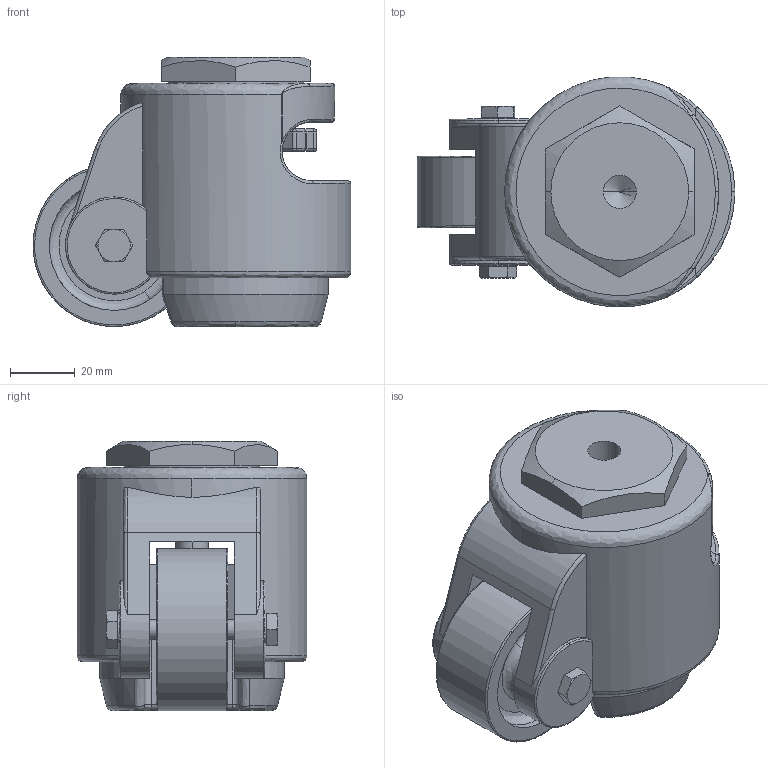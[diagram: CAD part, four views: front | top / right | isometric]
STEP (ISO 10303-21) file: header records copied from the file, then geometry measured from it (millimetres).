
FILE_DESCRIPTION (( 'STEP AP203' ), '1' );
FILE_NAME ('0016578K.STEP', '2009-04-22T12:17:03', ( ' ' ), ( '' ), 'SwSTEP 2.0', 'SolidWorks 2008', '' );
FILE_SCHEMA (( 'CONFIG_CONTROL_DESIGN' ));
Length unit declared in the file: millimetre
Products named in the file (1): 0016578K
Bounding box: 97.98 x 70.85 x 83 mm (x, y, z)
Volume: 220190.6 mm3; surface area: 59712.2 mm2
Topology: 8 solids, 8 shells, 392 faces, 947 edges, 560 vertices
Faces by surface type: cylinder 133, bspline 115, plane 104, cone 40
Entity records: 15239 total; most frequent: CARTESIAN_POINT 6835, ORIENTED_EDGE 1842, DIRECTION 1653, EDGE_CURVE 921, AXIS2_PLACEMENT_3D 664, VERTEX_POINT 560, EDGE_LOOP 411, ADVANCED_FACE 392
